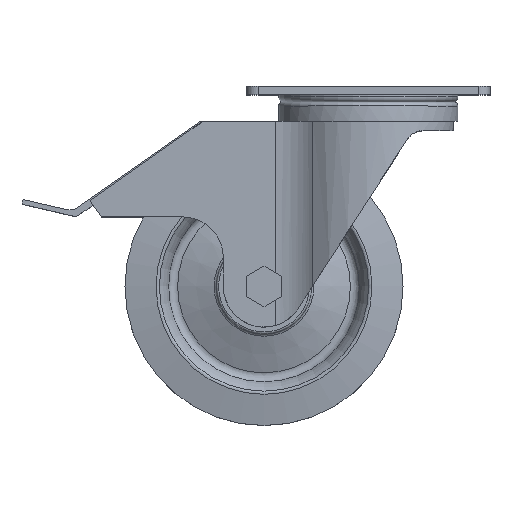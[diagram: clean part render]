
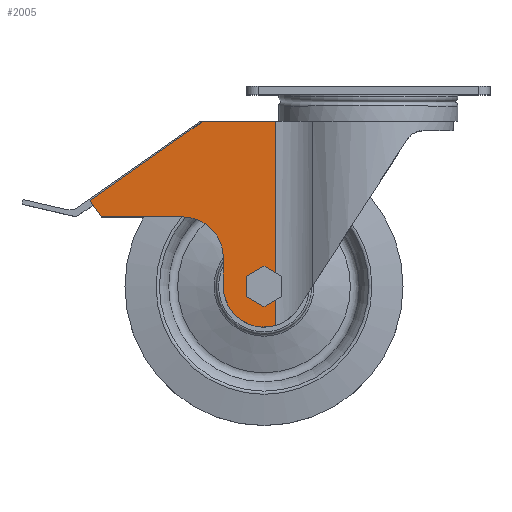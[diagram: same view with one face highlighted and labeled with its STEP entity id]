
A CAD part, top view. The second image highlights one B-rep face of the part: STEP entity #2005.
In plain terms, the highlighted planar face has unit normal (0, 0, 1).
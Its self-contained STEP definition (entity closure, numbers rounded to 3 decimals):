
#69=LINE('',#3029,#237);
#105=LINE('',#3191,#273);
#108=LINE('',#3200,#276);
#110=LINE('',#3216,#278);
#112=LINE('',#3220,#280);
#113=LINE('',#3222,#281);
#114=LINE('',#3224,#282);
#115=LINE('',#3226,#283);
#116=LINE('',#3228,#284);
#117=LINE('',#3229,#285);
#118=LINE('',#3231,#286);
#119=LINE('',#3232,#287);
#120=LINE('',#3236,#288);
#237=VECTOR('',#2389,1000.);
#273=VECTOR('',#2495,1000.);
#276=VECTOR('',#2502,1000.);
#278=VECTOR('',#2514,1000.);
#280=VECTOR('',#2518,1000.);
#281=VECTOR('',#2519,1000.);
#282=VECTOR('',#2520,1000.);
#283=VECTOR('',#2521,1000.);
#284=VECTOR('',#2522,1000.);
#285=VECTOR('',#2523,1000.);
#286=VECTOR('',#2524,1000.);
#287=VECTOR('',#2525,1000.);
#288=VECTOR('',#2528,1000.);
#399=PLANE('',#2174);
#603=ORIENTED_EDGE('',*,*,#1125,.F.);
#604=ORIENTED_EDGE('',*,*,#1126,.F.);
#605=ORIENTED_EDGE('',*,*,#1127,.F.);
#606=ORIENTED_EDGE('',*,*,#1128,.F.);
#607=ORIENTED_EDGE('',*,*,#1129,.F.);
#608=ORIENTED_EDGE('',*,*,#1117,.T.);
#609=ORIENTED_EDGE('',*,*,#1130,.F.);
#610=ORIENTED_EDGE('',*,*,#1131,.F.);
#611=ORIENTED_EDGE('',*,*,#1123,.F.);
#612=ORIENTED_EDGE('',*,*,#1048,.F.);
#613=ORIENTED_EDGE('',*,*,#1132,.F.);
#614=ORIENTED_EDGE('',*,*,#1133,.T.);
#615=ORIENTED_EDGE('',*,*,#1134,.F.);
#616=ORIENTED_EDGE('',*,*,#1106,.F.);
#617=ORIENTED_EDGE('',*,*,#1112,.T.);
#1048=EDGE_CURVE('',#1328,#1329,#69,.T.);
#1106=EDGE_CURVE('',#1371,#1370,#1523,.F.);
#1112=EDGE_CURVE('',#1371,#1374,#105,.T.);
#1117=EDGE_CURVE('',#1379,#1378,#108,.T.);
#1123=EDGE_CURVE('',#1329,#1382,#110,.T.);
#1125=EDGE_CURVE('',#1383,#1374,#112,.T.);
#1126=EDGE_CURVE('',#1384,#1383,#113,.T.);
#1127=EDGE_CURVE('',#1385,#1384,#114,.T.);
#1128=EDGE_CURVE('',#1386,#1385,#115,.T.);
#1129=EDGE_CURVE('',#1379,#1386,#116,.T.);
#1130=EDGE_CURVE('',#1387,#1378,#117,.T.);
#1131=EDGE_CURVE('',#1382,#1387,#118,.T.);
#1132=EDGE_CURVE('',#1388,#1328,#119,.T.);
#1133=EDGE_CURVE('',#1388,#1389,#1527,.F.);
#1134=EDGE_CURVE('',#1370,#1389,#120,.T.);
#1328=VERTEX_POINT('',#3028);
#1329=VERTEX_POINT('',#3030);
#1370=VERTEX_POINT('',#3170);
#1371=VERTEX_POINT('',#3177);
#1374=VERTEX_POINT('',#3190);
#1378=VERTEX_POINT('',#3199);
#1379=VERTEX_POINT('',#3201);
#1382=VERTEX_POINT('',#3217);
#1383=VERTEX_POINT('',#3221);
#1384=VERTEX_POINT('',#3223);
#1385=VERTEX_POINT('',#3225);
#1386=VERTEX_POINT('',#3227);
#1387=VERTEX_POINT('',#3230);
#1388=VERTEX_POINT('',#3233);
#1389=VERTEX_POINT('',#3235);
#1523=CIRCLE('',#2161,23.4);
#1527=CIRCLE('',#2175,23.4);
#1619=EDGE_LOOP('',(#603,#604,#605,#606,#607,#608,#609,#610,#611,#612,#613,
#614,#615,#616,#617));
#1793=FACE_BOUND('',#1619,.T.);
#2005=ADVANCED_FACE('',(#1793),#399,.T.);
#2161=AXIS2_PLACEMENT_3D('',#3178,#2479,#2480);
#2174=AXIS2_PLACEMENT_3D('',#3219,#2516,#2517);
#2175=AXIS2_PLACEMENT_3D('',#3234,#2526,#2527);
#2389=DIRECTION('',(-0.574,0.819,0.));
#2479=DIRECTION('',(0.,0.,1.));
#2480=DIRECTION('',(1.,0.,0.));
#2495=DIRECTION('',(0.,1.,0.));
#2502=DIRECTION('',(0.,1.,0.));
#2514=DIRECTION('',(0.,1.,0.));
#2516=DIRECTION('',(0.,0.,1.));
#2517=DIRECTION('',(1.,0.,0.));
#2518=DIRECTION('',(0.866,0.5,0.));
#2519=DIRECTION('',(0.866,-0.5,0.));
#2520=DIRECTION('',(0.,-1.,0.));
#2521=DIRECTION('',(-0.866,-0.5,0.));
#2522=DIRECTION('',(-0.866,0.5,0.));
#2523=DIRECTION('',(1.,0.,0.));
#2524=DIRECTION('',(0.819,0.574,0.));
#2525=DIRECTION('',(-1.,0.,0.));
#2526=DIRECTION('',(0.,0.,1.));
#2527=DIRECTION('',(1.,0.,0.));
#2528=DIRECTION('',(0.,1.,0.));
#3028=CARTESIAN_POINT('',(-93.557,40.,29.2));
#3029=CARTESIAN_POINT('',(-65.245,-0.433,29.2));
#3030=CARTESIAN_POINT('',(-100.,49.202,29.2));
#3170=CARTESIAN_POINT('',(-23.4,0.,29.2));
#3177=CARTESIAN_POINT('',(6.566,-22.46,29.2));
#3178=CARTESIAN_POINT('',(0.,0.,29.2));
#3190=CARTESIAN_POINT('',(6.566,-7.848,29.2));
#3191=CARTESIAN_POINT('',(6.566,-24.769,29.2));
#3199=CARTESIAN_POINT('',(6.566,95.036,29.2));
#3200=CARTESIAN_POINT('',(6.566,-24.769,29.2));
#3201=CARTESIAN_POINT('',(6.566,7.848,29.2));
#3216=CARTESIAN_POINT('',(-100.,-24.769,29.2));
#3217=CARTESIAN_POINT('',(-100.,49.542,29.2));
#3219=CARTESIAN_POINT('',(-100.,-24.769,29.2));
#3220=CARTESIAN_POINT('',(-80.685,-58.223,29.2));
#3221=CARTESIAN_POINT('',(0.,-11.639,29.2));
#3222=CARTESIAN_POINT('',(-69.315,28.379,29.2));
#3223=CARTESIAN_POINT('',(-10.08,-5.82,29.2));
#3224=CARTESIAN_POINT('',(-10.08,-24.769,29.2));
#3225=CARTESIAN_POINT('',(-10.08,5.82,29.2));
#3226=CARTESIAN_POINT('',(-90.765,-40.764,29.2));
#3227=CARTESIAN_POINT('',(0.,11.639,29.2));
#3228=CARTESIAN_POINT('',(-59.235,45.839,29.2));
#3229=CARTESIAN_POINT('',(-100.,95.036,29.2));
#3230=CARTESIAN_POINT('',(-35.028,95.036,29.2));
#3231=CARTESIAN_POINT('',(-134.915,25.095,29.2));
#3232=CARTESIAN_POINT('',(-100.,40.,29.2));
#3233=CARTESIAN_POINT('',(-46.8,40.,29.2));
#3234=CARTESIAN_POINT('',(-46.8,16.6,29.2));
#3235=CARTESIAN_POINT('',(-23.4,16.6,29.2));
#3236=CARTESIAN_POINT('',(-23.4,-24.769,29.2));
